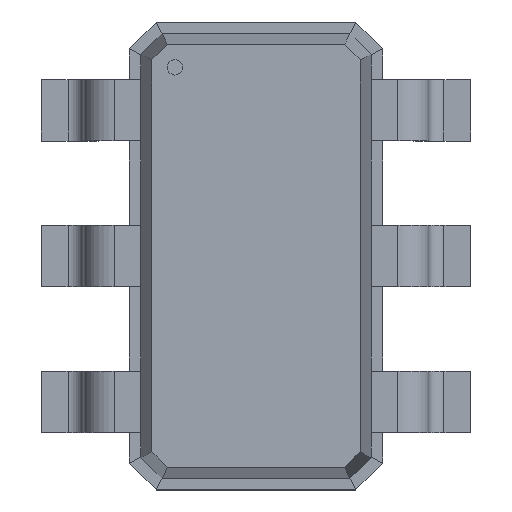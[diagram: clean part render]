
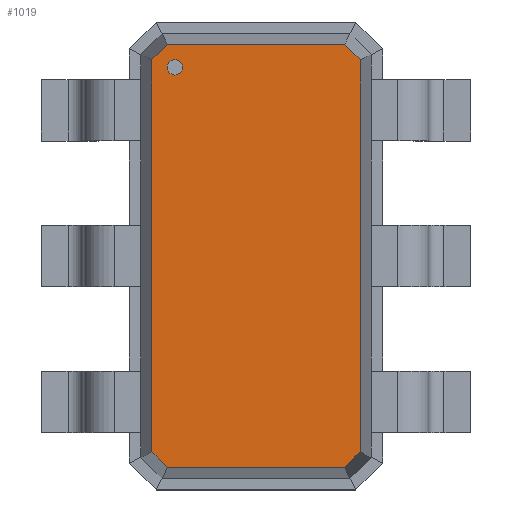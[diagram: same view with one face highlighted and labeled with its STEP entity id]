
A CAD part, top view. The second image highlights one B-rep face of the part: STEP entity #1019.
In plain terms, the highlighted planar face has unit normal (0, 0, 1).
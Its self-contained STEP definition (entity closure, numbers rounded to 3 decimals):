
#13=DIRECTION('',(0.,0.,1.));
#27=VECTOR('',#28,1.);
#28=DIRECTION('',(0.,-1.,0.));
#49=DIRECTION('',(0.,1.,0.));
#59=VECTOR('',#60,1.);
#60=DIRECTION('',(1.,0.,0.));
#131=VECTOR('',#132,1.);
#132=DIRECTION('',(-1.,0.,0.));
#381=VECTOR('',#382,1.);
#382=DIRECTION('',(0.707,-0.707,0.));
#388=VECTOR('',#389,1.);
#389=DIRECTION('',(-0.707,-0.707,0.));
#400=VECTOR('',#401,1.);
#401=DIRECTION('',(-0.707,0.707,0.));
#407=VECTOR('',#49,1.);
#411=VECTOR('',#412,1.);
#412=DIRECTION('',(0.707,0.707,0.));
#573=VERTEX_POINT('',#574);
#574=CARTESIAN_POINT('',(0.679,-1.277,1.1));
#576=ORIENTED_EDGE('',*,*,#577,.F.);
#577=EDGE_CURVE('',#578,#573,#580,.T.);
#578=VERTEX_POINT('',#579);
#579=CARTESIAN_POINT('',(0.679,1.277,1.1));
#580=LINE('',#579,#27);
#1010=ORIENTED_EDGE('',*,*,#1011,.F.);
#1011=EDGE_CURVE('',#1012,#578,#1014,.T.);
#1012=VERTEX_POINT('',#1013);
#1013=CARTESIAN_POINT('',(0.577,1.379,1.1));
#1014=LINE('',#1013,#381);
#1019=ADVANCED_FACE('',(#1020,#1050),#1059,.T.);
#1020=FACE_BOUND('',#1021,.T.);
#1021=EDGE_LOOP('',(#1022,#1027,#1032,#1037,#1042,#1047,#576,#1010));
#1022=ORIENTED_EDGE('',*,*,#1023,.F.);
#1023=EDGE_CURVE('',#1024,#1012,#1026,.T.);
#1024=VERTEX_POINT('',#1025);
#1025=CARTESIAN_POINT('',(-0.577,1.379,1.1));
#1026=LINE('',#1025,#59);
#1027=ORIENTED_EDGE('',*,*,#1028,.F.);
#1028=EDGE_CURVE('',#1029,#1024,#1031,.T.);
#1029=VERTEX_POINT('',#1030);
#1030=CARTESIAN_POINT('',(-0.679,1.277,1.1));
#1031=LINE('',#1030,#411);
#1032=ORIENTED_EDGE('',*,*,#1033,.F.);
#1033=EDGE_CURVE('',#1034,#1029,#1036,.T.);
#1034=VERTEX_POINT('',#1035);
#1035=CARTESIAN_POINT('',(-0.679,-1.277,1.1));
#1036=LINE('',#1035,#407);
#1037=ORIENTED_EDGE('',*,*,#1038,.F.);
#1038=EDGE_CURVE('',#1039,#1034,#1041,.T.);
#1039=VERTEX_POINT('',#1040);
#1040=CARTESIAN_POINT('',(-0.577,-1.379,1.1));
#1041=LINE('',#1040,#400);
#1042=ORIENTED_EDGE('',*,*,#1043,.F.);
#1043=EDGE_CURVE('',#1044,#1039,#1046,.T.);
#1044=VERTEX_POINT('',#1045);
#1045=CARTESIAN_POINT('',(0.577,-1.379,1.1));
#1046=LINE('',#1045,#131);
#1047=ORIENTED_EDGE('',*,*,#1048,.F.);
#1048=EDGE_CURVE('',#573,#1044,#1049,.T.);
#1049=LINE('',#574,#388);
#1050=FACE_BOUND('',#1051,.T.);
#1051=EDGE_LOOP('',(#1052));
#1052=ORIENTED_EDGE('',*,*,#1053,.F.);
#1053=EDGE_CURVE('',#1054,#1054,#1056,.T.);
#1054=VERTEX_POINT('',#1055);
#1055=CARTESIAN_POINT('',(-0.529,1.179,1.1));
#1056=CIRCLE('',#1057,0.05);
#1057=AXIS2_PLACEMENT_3D('',#1058,#13,#28);
#1058=CARTESIAN_POINT('',(-0.529,1.229,1.1));
#1059=PLANE('',#1060);
#1060=AXIS2_PLACEMENT_3D('',#1025,#13,#1061);
#1061=DIRECTION('',(0.386,-0.923,0.));
